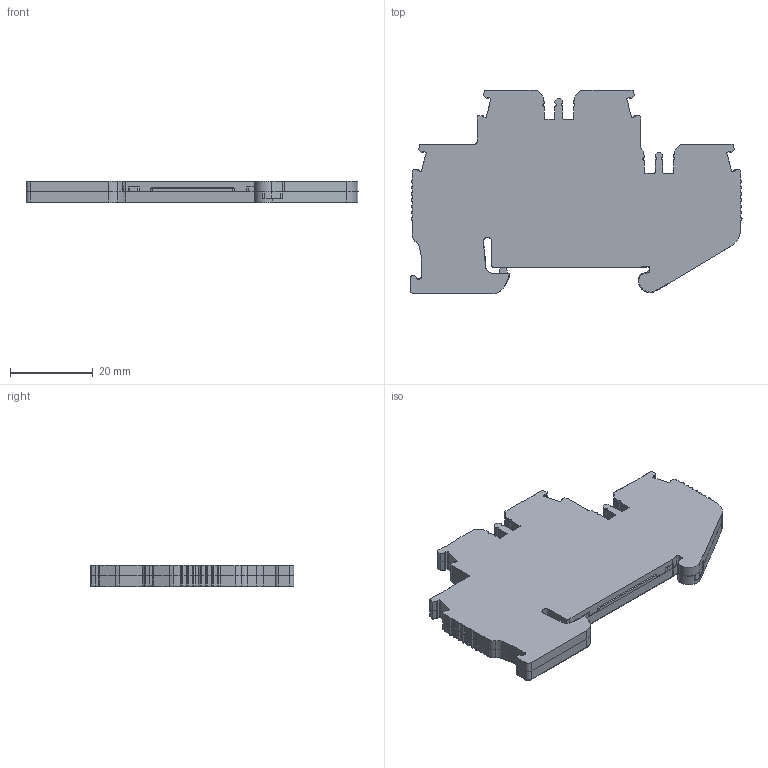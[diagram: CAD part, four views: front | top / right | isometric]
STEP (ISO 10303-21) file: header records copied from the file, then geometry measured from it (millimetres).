
FILE_DESCRIPTION (( 'STEP AP214' ), '1' );
FILE_NAME ('337150_SRD 2,5-2T.STEP', '2021-12-10T09:30:00', ( '' ), ( '' ), 'SwSTEP 2.0', 'SolidWorks 2021', '' );
FILE_SCHEMA (( 'AUTOMOTIVE_DESIGN' ));
Length unit declared in the file: millimetre
Products named in the file (1): 337150_SRD 2,5-2T
Bounding box: 80.09 x 49.09 x 5.15 mm (x, y, z)
Volume: 14551.6 mm3; surface area: 13175.3 mm2
Topology: 2 solids, 2 shells, 1290 faces, 3850 edges, 2566 vertices
Faces by surface type: plane 694, cylinder 594, cone 2
Entity records: 46720 total; most frequent: CARTESIAN_POINT 14127, ORIENTED_EDGE 7700, DIRECTION 5356, EDGE_CURVE 3850, VERTEX_POINT 2566, VECTOR 2146, LINE 2146, AXIS2_PLACEMENT_3D 1605
